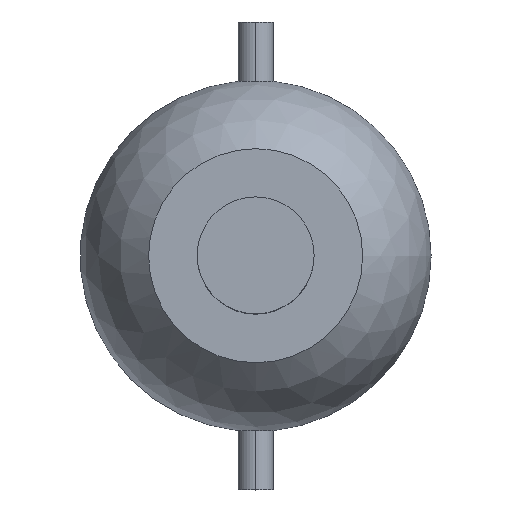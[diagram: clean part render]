
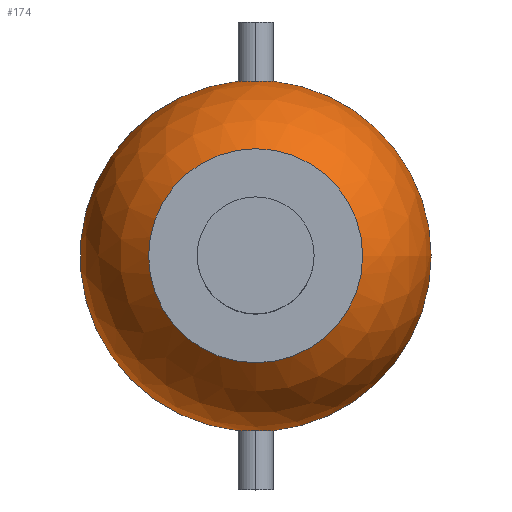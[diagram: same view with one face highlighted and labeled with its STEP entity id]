
A CAD part, top view. The second image highlights one B-rep face of the part: STEP entity #174.
In plain terms, the highlighted spherical face has radius 15 mm.
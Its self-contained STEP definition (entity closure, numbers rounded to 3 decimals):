
#2 = CARTESIAN_POINT ( 'NONE',  ( 0., -14.925, 0. ) ) ;
#5 = VERTEX_POINT ( 'NONE', #35 ) ;
#11 = CARTESIAN_POINT ( 'NONE',  ( -1.5, -14.925, 0. ) ) ;
#12 = CARTESIAN_POINT ( 'NONE',  ( 0., 14.925, 0. ) ) ;
#14 = AXIS2_PLACEMENT_3D ( 'NONE', #107, #205, #154 ) ;
#22 = ORIENTED_EDGE ( 'NONE', *, *, #41, .F. ) ;
#23 = VERTEX_POINT ( 'NONE', #227 ) ;
#28 = EDGE_LOOP ( 'NONE', ( #163, #345, #176, #311, #113, #295 ) ) ;
#35 = CARTESIAN_POINT ( 'NONE',  ( 0., -14.925, 1.5 ) ) ;
#41 = EDGE_CURVE ( 'NONE', #349, #23, #285, .T. ) ;
#45 = VERTEX_POINT ( 'NONE', #11 ) ;
#60 = CIRCLE ( 'NONE', #337, 15. ) ;
#62 = CARTESIAN_POINT ( 'NONE',  ( 0., 0., 0. ) ) ;
#84 = CIRCLE ( 'NONE', #14, 1.5 ) ;
#88 = CARTESIAN_POINT ( 'NONE',  ( 1.5, 14.925, 0. ) ) ;
#97 = EDGE_LOOP ( 'NONE', ( #152, #22 ) ) ;
#100 = DIRECTION ( 'NONE',  ( 0., 0., -1. ) ) ;
#107 = CARTESIAN_POINT ( 'NONE',  ( 0., 14.925, 0. ) ) ;
#113 = ORIENTED_EDGE ( 'NONE', *, *, #369, .T. ) ;
#114 = CARTESIAN_POINT ( 'NONE',  ( 0., 0., 0. ) ) ;
#115 = DIRECTION ( 'NONE',  ( 0., 0., 1. ) ) ;
#119 = DIRECTION ( 'NONE',  ( 1., 0., 0. ) ) ;
#121 = VERTEX_POINT ( 'NONE', #350 ) ;
#128 = EDGE_CURVE ( 'NONE', #121, #134, #204, .T. ) ;
#130 = AXIS2_PLACEMENT_3D ( 'NONE', #114, #264, #359 ) ;
#133 = CIRCLE ( 'NONE', #328, 1.5 ) ;
#134 = VERTEX_POINT ( 'NONE', #88 ) ;
#138 = CARTESIAN_POINT ( 'NONE',  ( -9.151, 0., 11.885 ) ) ;
#144 = AXIS2_PLACEMENT_3D ( 'NONE', #2, #251, #306 ) ;
#145 = VERTEX_POINT ( 'NONE', #200 ) ;
#149 = CARTESIAN_POINT ( 'NONE',  ( 0., 0., 0. ) ) ;
#152 = ORIENTED_EDGE ( 'NONE', *, *, #172, .F. ) ;
#154 = DIRECTION ( 'NONE',  ( 0., 0., -1. ) ) ;
#159 = CARTESIAN_POINT ( 'NONE',  ( -1.5, 14.925, 0. ) ) ;
#163 = ORIENTED_EDGE ( 'NONE', *, *, #180, .F. ) ;
#172 = EDGE_CURVE ( 'NONE', #23, #349, #334, .T. ) ;
#174 = ADVANCED_FACE ( 'NONE', ( #191, #380 ), #277, .T. ) ;
#176 = ORIENTED_EDGE ( 'NONE', *, *, #318, .T. ) ;
#180 = EDGE_CURVE ( 'NONE', #45, #326, #60, .T. ) ;
#191 = FACE_OUTER_BOUND ( 'NONE', #28, .T. ) ;
#200 = CARTESIAN_POINT ( 'NONE',  ( 0., 14.925, 1.5 ) ) ;
#204 = CIRCLE ( 'NONE', #130, 15. ) ;
#205 = DIRECTION ( 'NONE',  ( 0., -1., 0. ) ) ;
#214 = DIRECTION ( 'NONE',  ( 0., 0., -1. ) ) ;
#224 = DIRECTION ( 'NONE',  ( 1., 0., 0. ) ) ;
#225 = DIRECTION ( 'NONE',  ( 1., 0., 0. ) ) ;
#227 = CARTESIAN_POINT ( 'NONE',  ( 9.151, 0., 11.885 ) ) ;
#251 = DIRECTION ( 'NONE',  ( 0., 1., 0. ) ) ;
#253 = AXIS2_PLACEMENT_3D ( 'NONE', #270, #115, #119 ) ;
#256 = DIRECTION ( 'NONE',  ( 0., 0., 1. ) ) ;
#259 = DIRECTION ( 'NONE',  ( 0., -1., 0. ) ) ;
#263 = CIRCLE ( 'NONE', #144, 1.5 ) ;
#264 = DIRECTION ( 'NONE',  ( 0., 0., 1. ) ) ;
#270 = CARTESIAN_POINT ( 'NONE',  ( 0., 0., 11.885 ) ) ;
#275 = EDGE_CURVE ( 'NONE', #145, #326, #84, .T. ) ;
#277 = SPHERICAL_SURFACE ( 'NONE', #355, 15. ) ;
#285 = CIRCLE ( 'NONE', #343, 9.151 ) ;
#287 = CIRCLE ( 'NONE', #347, 1.5 ) ;
#292 = CARTESIAN_POINT ( 'NONE',  ( 0., -14.925, 0. ) ) ;
#295 = ORIENTED_EDGE ( 'NONE', *, *, #275, .T. ) ;
#306 = DIRECTION ( 'NONE',  ( 0., 0., 1. ) ) ;
#311 = ORIENTED_EDGE ( 'NONE', *, *, #128, .T. ) ;
#317 = DIRECTION ( 'NONE',  ( -1., 0., 0. ) ) ;
#318 = EDGE_CURVE ( 'NONE', #5, #121, #263, .T. ) ;
#324 = CARTESIAN_POINT ( 'NONE',  ( 0., 0., 11.885 ) ) ;
#326 = VERTEX_POINT ( 'NONE', #159 ) ;
#328 = AXIS2_PLACEMENT_3D ( 'NONE', #292, #330, #385 ) ;
#330 = DIRECTION ( 'NONE',  ( 0., 1., 0. ) ) ;
#334 = CIRCLE ( 'NONE', #253, 9.151 ) ;
#337 = AXIS2_PLACEMENT_3D ( 'NONE', #62, #341, #317 ) ;
#341 = DIRECTION ( 'NONE',  ( 0., 0., -1. ) ) ;
#343 = AXIS2_PLACEMENT_3D ( 'NONE', #324, #256, #225 ) ;
#345 = ORIENTED_EDGE ( 'NONE', *, *, #361, .T. ) ;
#347 = AXIS2_PLACEMENT_3D ( 'NONE', #12, #259, #100 ) ;
#349 = VERTEX_POINT ( 'NONE', #138 ) ;
#350 = CARTESIAN_POINT ( 'NONE',  ( 1.5, -14.925, 0. ) ) ;
#355 = AXIS2_PLACEMENT_3D ( 'NONE', #149, #214, #224 ) ;
#359 = DIRECTION ( 'NONE',  ( 1., 0., 0. ) ) ;
#361 = EDGE_CURVE ( 'NONE', #45, #5, #133, .T. ) ;
#369 = EDGE_CURVE ( 'NONE', #134, #145, #287, .T. ) ;
#380 = FACE_BOUND ( 'NONE', #97, .T. ) ;
#385 = DIRECTION ( 'NONE',  ( 0., 0., 1. ) ) ;
